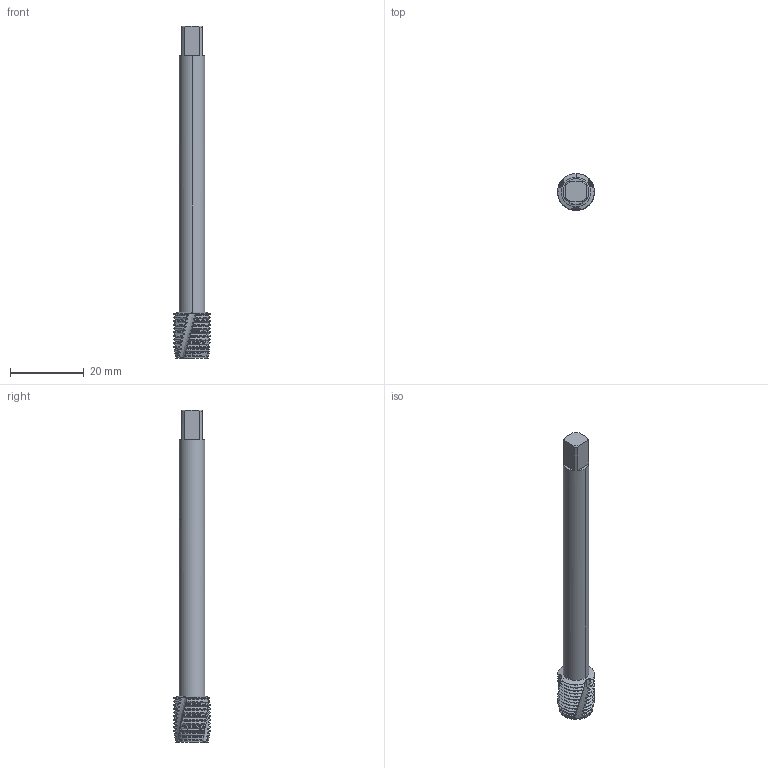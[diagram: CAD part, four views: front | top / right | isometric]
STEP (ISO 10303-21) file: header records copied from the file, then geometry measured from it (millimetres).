
FILE_DESCRIPTION(('no description'),'unknown implementation level');
FILE_NAME('solidlFsF8XFi42MxDBj8N19SHUNxfOg_1.STP',' ',('CIM GmbH Aachen'),('CADClick - KiM GmbH - www.kimweb.de'),'unknown preprocess','ACIS','unknown authorization');
FILE_SCHEMA(('automotive_design'));
Length unit declared in the file: millimetre
Products named in the file (2): 1; 2
Bounding box: 10 x 10 x 90 mm (x, y, z)
Volume: 3728.7 mm3; surface area: 3023.7 mm2
Topology: 2 solids, 2 shells, 277 faces, 779 edges, 506 vertices
Faces by surface type: cone 138, cylinder 113, plane 17, bspline 6, revolution 3
Entity records: 20743 total; most frequent: CARTESIAN_POINT 5336, STYLED_ITEM 1564, PRESENTATION_STYLE_ASSIGNMENT 1564, COLOUR_RGB 1564, ORIENTED_EDGE 1558, DIRECTION 1283, EDGE_CURVE 779, CURVE_STYLE 779
